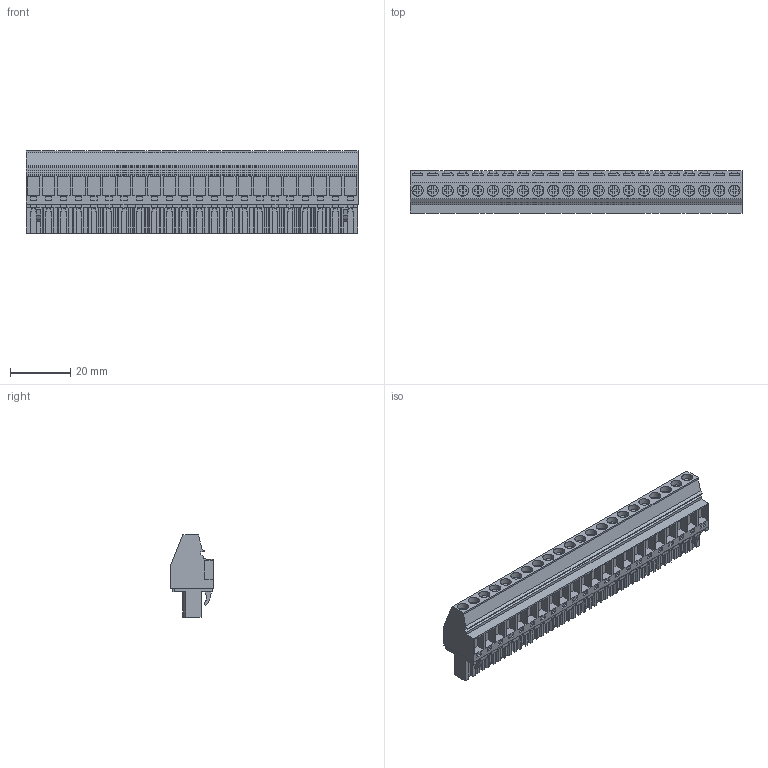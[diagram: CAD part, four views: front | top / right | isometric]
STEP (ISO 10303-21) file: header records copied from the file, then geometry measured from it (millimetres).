
FILE_DESCRIPTION(('CATIA V5 STEP Exchange','CAx-IF Rec.Pracs.--- Model Styling and Organization---1.2---2011-12-15'),'2;1');
FILE_NAME ('D1460441_0_1958680000_1958680000.stp','2017-09-20T15:19:22+00:00',('none'),('Weidmueller'),'CATIA Version 5-6 Release 2014','CATIA V5 STEP AP214','none');
FILE_SCHEMA(('AUTOMOTIVE_DESIGN { 1 0 10303 214 1 1 1 1 }'));
Length unit declared in the file: millimetre
Products named in the file (1): 1958680000
Bounding box: 110 x 14.05 x 27.2 mm (x, y, z)
Volume: 25053 mm3; surface area: 14281.8 mm2
Topology: 23 solids, 23 shells, 1388 faces, 3823 edges, 2570 vertices
Faces by surface type: plane 1182, cylinder 196, extrusion 10
Entity records: 40277 total; most frequent: ORIENTED_EDGE 7646, CARTESIAN_POINT 7349, DIRECTION 5303, EDGE_CURVE 3823, VECTOR 3325, LINE 3315, VERTEX_POINT 2570, EDGE_LOOP 1477
